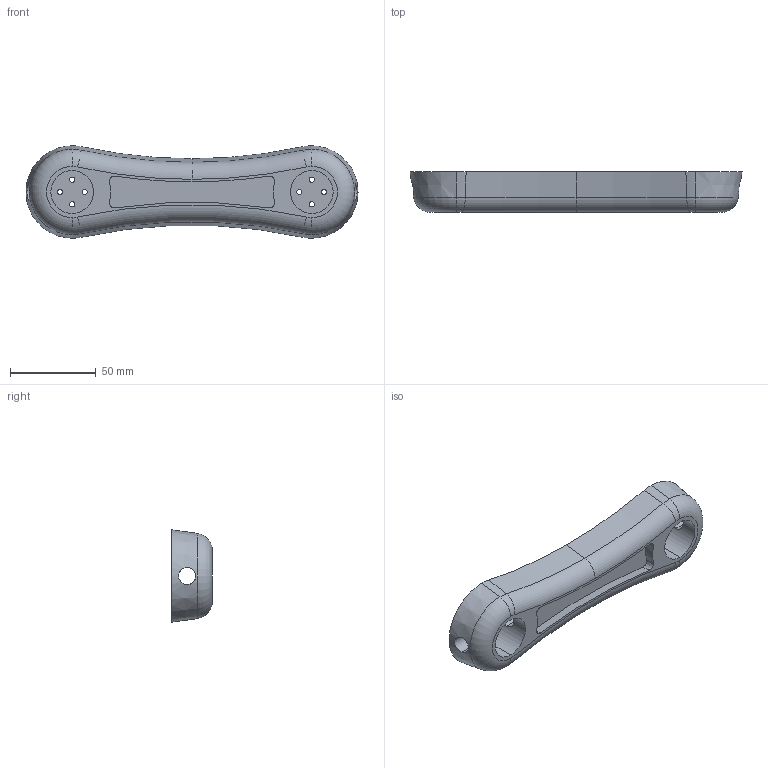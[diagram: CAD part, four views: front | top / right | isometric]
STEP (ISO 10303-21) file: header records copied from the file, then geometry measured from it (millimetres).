
FILE_DESCRIPTION (( 'STEP AP203' ), '1' );
FILE_NAME ('Arm 1_Default_sldprt.STEP', '2025-08-10T22:18:51', ( '' ), ( '' ), 'SwSTEP 2.0', 'SolidWorks 2024', '' );
FILE_SCHEMA (( 'CONFIG_CONTROL_DESIGN' ));
Length unit declared in the file: millimetre
Products named in the file (1): Arm 1_Default_sldprt
Bounding box: 194 x 23.7 x 54 mm (x, y, z)
Volume: 138188.1 mm3; surface area: 33480.3 mm2
Topology: 1 solids, 1 shells, 58 faces, 158 edges, 101 vertices
Faces by surface type: cylinder 28, cone 12, torus 9, plane 5, bspline 4
Entity records: 2589 total; most frequent: CARTESIAN_POINT 998, DIRECTION 326, ORIENTED_EDGE 316, EDGE_CURVE 158, AXIS2_PLACEMENT_3D 145, VERTEX_POINT 101, CIRCLE 90, EDGE_LOOP 79
